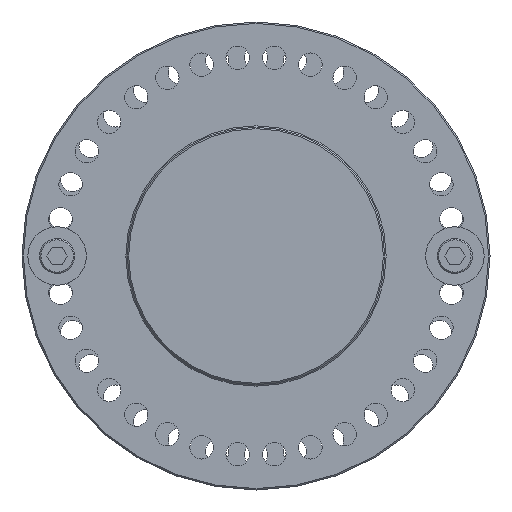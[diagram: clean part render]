
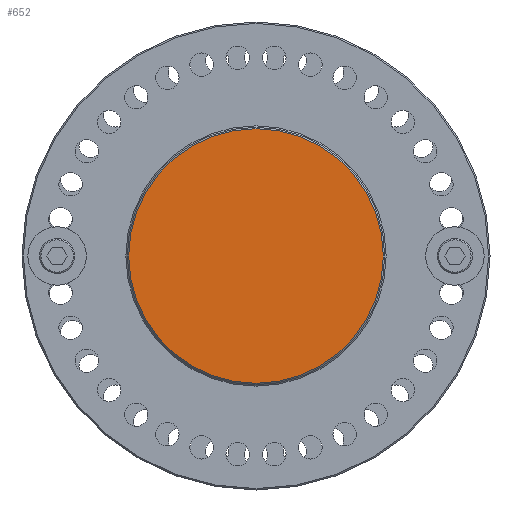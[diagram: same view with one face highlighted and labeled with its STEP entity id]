
A CAD part, left-side view. The second image highlights one B-rep face of the part: STEP entity #652.
In plain terms, the highlighted planar face has unit normal (-1, 0, 0).
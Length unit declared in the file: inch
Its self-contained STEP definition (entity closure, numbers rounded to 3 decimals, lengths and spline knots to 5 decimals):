
#135 = EDGE_LOOP ( 'NONE', ( #957, #958 ) ) ;
#337 = VERTEX_POINT ( 'NONE', #1419 ) ;
#338 = VERTEX_POINT ( 'NONE', #1420 ) ;
#367 = EDGE_CURVE ( 'NONE', #337, #338, #3075, .T. ) ;
#652 = ADVANCED_FACE ( 'NONE', ( #4747 ), #4531, .T. ) ;
#957 = ORIENTED_EDGE ( 'NONE', *, *, #3210, .T. ) ;
#958 = ORIENTED_EDGE ( 'NONE', *, *, #367, .T. ) ;
#1419 = CARTESIAN_POINT ( 'NONE',  ( -1.375, -1.36, 0. ) ) ;
#1420 = CARTESIAN_POINT ( 'NONE',  ( -1.375, 1.36, 0. ) ) ;
#3075 = CIRCLE ( 'NONE', #3253, 1.36 ) ;
#3210 = EDGE_CURVE ( 'NONE', #338, #337, #7219, .T. ) ;
#3253 = AXIS2_PLACEMENT_3D ( 'NONE', #3503, #3505, #3506 ) ;
#3446 = AXIS2_PLACEMENT_3D ( 'NONE', #4529, #4534, #4535 ) ;
#3503 = CARTESIAN_POINT ( 'NONE',  ( -1.375, 0., 0. ) ) ;
#3505 = DIRECTION ( 'NONE',  ( -1., 0., 0. ) ) ;
#3506 = DIRECTION ( 'NONE',  ( 0., -1., 0. ) ) ;
#4529 = CARTESIAN_POINT ( 'NONE',  ( -1.375, 1.375, 0. ) ) ;
#4531 = PLANE ( 'NONE',  #3446 ) ;
#4534 = DIRECTION ( 'NONE',  ( -1., 0., 0. ) ) ;
#4535 = DIRECTION ( 'NONE',  ( 0., -1., 0. ) ) ;
#4747 = FACE_OUTER_BOUND ( 'NONE', #135, .T. ) ;
#7219 = CIRCLE ( 'NONE', #7375, 1.36 ) ;
#7375 = AXIS2_PLACEMENT_3D ( 'NONE', #7758, #7761, #7762 ) ;
#7758 = CARTESIAN_POINT ( 'NONE',  ( -1.375, 0., 0. ) ) ;
#7761 = DIRECTION ( 'NONE',  ( -1., 0., 0. ) ) ;
#7762 = DIRECTION ( 'NONE',  ( 0., -1., 0. ) ) ;
